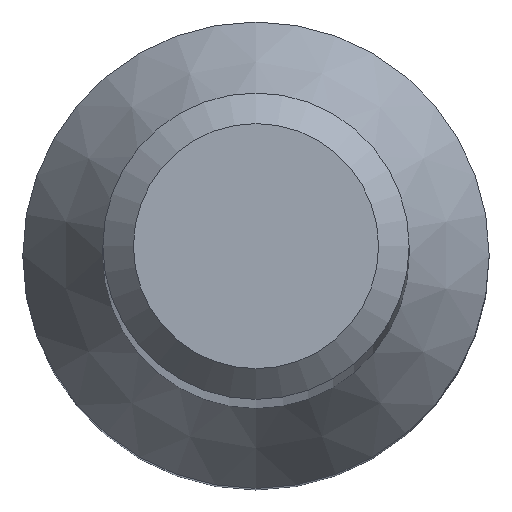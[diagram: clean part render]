
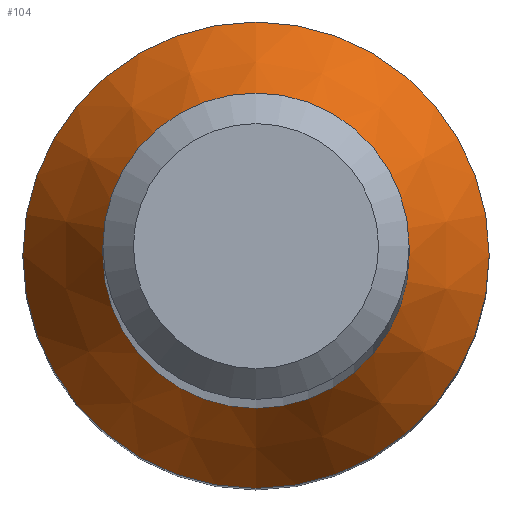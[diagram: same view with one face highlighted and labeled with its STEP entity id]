
A CAD part, top view. The second image highlights one B-rep face of the part: STEP entity #104.
In plain terms, the highlighted conical face has half-angle 30 degrees and reference radius 3.045 mm.
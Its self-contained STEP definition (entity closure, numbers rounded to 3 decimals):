
#36 = DIRECTION ( 'NONE',  ( 0., 1., 0. ) ) ;
#53 = AXIS2_PLACEMENT_3D ( 'NONE', #184, #54, #36 ) ;
#54 = DIRECTION ( 'NONE',  ( 0., 0., -1. ) ) ;
#55 = CARTESIAN_POINT ( 'NONE',  ( 0., 2., 13.992 ) ) ;
#73 = CARTESIAN_POINT ( 'NONE',  ( 0., 0., 12.182 ) ) ;
#74 = DIRECTION ( 'NONE',  ( 0., 0., -1. ) ) ;
#76 = DIRECTION ( 'NONE',  ( 0., 1., 0. ) ) ;
#91 = VERTEX_POINT ( 'NONE', #238 ) ;
#93 = VERTEX_POINT ( 'NONE', #55 ) ;
#95 = AXIS2_PLACEMENT_3D ( 'NONE', #152, #224, #76 ) ;
#104 = ADVANCED_FACE ( 'NONE', ( #186, #243 ), #116, .T. ) ;
#108 = ORIENTED_EDGE ( 'NONE', *, *, #114, .T. ) ;
#114 = EDGE_CURVE ( 'NONE', #93, #93, #199, .T. ) ;
#116 = CONICAL_SURFACE ( 'NONE', #181, 3.045, 0.524 ) ;
#125 = EDGE_LOOP ( 'NONE', ( #161 ) ) ;
#152 = CARTESIAN_POINT ( 'NONE',  ( 0., 0., 13.992 ) ) ;
#161 = ORIENTED_EDGE ( 'NONE', *, *, #214, .F. ) ;
#178 = EDGE_LOOP ( 'NONE', ( #108 ) ) ;
#181 = AXIS2_PLACEMENT_3D ( 'NONE', #73, #74, #203 ) ;
#184 = CARTESIAN_POINT ( 'NONE',  ( 0., 0., 12.182 ) ) ;
#186 = FACE_BOUND ( 'NONE', #178, .T. ) ;
#199 = CIRCLE ( 'NONE', #95, 2. ) ;
#203 = DIRECTION ( 'NONE',  ( 0., 1., 0. ) ) ;
#214 = EDGE_CURVE ( 'NONE', #91, #91, #226, .T. ) ;
#224 = DIRECTION ( 'NONE',  ( 0., 0., -1. ) ) ;
#226 = CIRCLE ( 'NONE', #53, 3.045 ) ;
#238 = CARTESIAN_POINT ( 'NONE',  ( 0., 3.045, 12.182 ) ) ;
#243 = FACE_OUTER_BOUND ( 'NONE', #125, .T. ) ;
